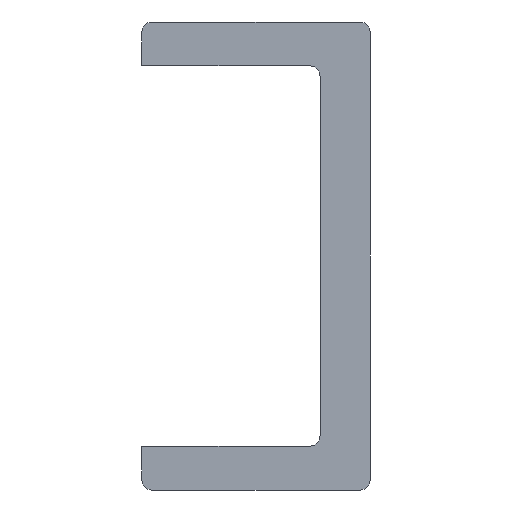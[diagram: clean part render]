
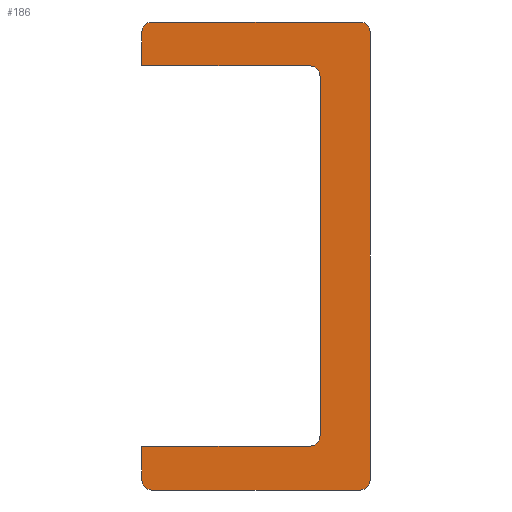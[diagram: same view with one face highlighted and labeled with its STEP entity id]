
A CAD part, front view. The second image highlights one B-rep face of the part: STEP entity #186.
In plain terms, the highlighted planar face has unit normal (0, -1, 0).
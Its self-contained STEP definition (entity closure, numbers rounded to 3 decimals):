
#186 = ADVANCED_FACE( '', ( #480 ), #481, .F. );
#480 = FACE_OUTER_BOUND( '', #899, .T. );
#481 = PLANE( '', #900 );
#899 = EDGE_LOOP( '', ( #1405, #1406, #1407, #1408, #1409, #1410, #1411, #1412, #1413, #1414, #1415, #1416, #1417, #1418 ) );
#900 = AXIS2_PLACEMENT_3D( '', #1419, #1420, #1421 );
#1405 = ORIENTED_EDGE( '', *, *, #1952, .F. );
#1406 = ORIENTED_EDGE( '', *, *, #1953, .T. );
#1407 = ORIENTED_EDGE( '', *, *, #1954, .F. );
#1408 = ORIENTED_EDGE( '', *, *, #1902, .T. );
#1409 = ORIENTED_EDGE( '', *, *, #1955, .F. );
#1410 = ORIENTED_EDGE( '', *, *, #1956, .F. );
#1411 = ORIENTED_EDGE( '', *, *, #1957, .F. );
#1412 = ORIENTED_EDGE( '', *, *, #1926, .F. );
#1413 = ORIENTED_EDGE( '', *, *, #1958, .F. );
#1414 = ORIENTED_EDGE( '', *, *, #1938, .F. );
#1415 = ORIENTED_EDGE( '', *, *, #1959, .F. );
#1416 = ORIENTED_EDGE( '', *, *, #1960, .T. );
#1417 = ORIENTED_EDGE( '', *, *, #1961, .F. );
#1418 = ORIENTED_EDGE( '', *, *, #1898, .T. );
#1419 = CARTESIAN_POINT( '', ( -10.5, 0., 21.5 ) );
#1420 = DIRECTION( '', ( 0., 1., 0. ) );
#1421 = DIRECTION( '', ( 0., 0., 1. ) );
#1898 = EDGE_CURVE( '', #2191, #2189, #2192, .F. );
#1902 = EDGE_CURVE( '', #2197, #2195, #2198, .F. );
#1926 = EDGE_CURVE( '', #2242, #2243, #2244, .T. );
#1938 = EDGE_CURVE( '', #2261, #2262, #2263, .T. );
#1952 = EDGE_CURVE( '', #2283, #2189, #2284, .T. );
#1953 = EDGE_CURVE( '', #2283, #2285, #2286, .F. );
#1954 = EDGE_CURVE( '', #2197, #2285, #2287, .T. );
#1955 = EDGE_CURVE( '', #2288, #2195, #2289, .T. );
#1956 = EDGE_CURVE( '', #2290, #2288, #2291, .T. );
#1957 = EDGE_CURVE( '', #2243, #2290, #2292, .T. );
#1958 = EDGE_CURVE( '', #2262, #2242, #2293, .T. );
#1959 = EDGE_CURVE( '', #2294, #2261, #2295, .T. );
#1960 = EDGE_CURVE( '', #2294, #2296, #2297, .F. );
#1961 = EDGE_CURVE( '', #2191, #2296, #2298, .T. );
#2189 = VERTEX_POINT( '', #2569 );
#2191 = VERTEX_POINT( '', #2572 );
#2192 = CIRCLE( '', #2573, 0.9 );
#2195 = VERTEX_POINT( '', #2577 );
#2197 = VERTEX_POINT( '', #2580 );
#2198 = CIRCLE( '', #2581, 0.9 );
#2242 = VERTEX_POINT( '', #2626 );
#2243 = VERTEX_POINT( '', #2627 );
#2244 = LINE( '', #2628, #2629 );
#2261 = VERTEX_POINT( '', #2648 );
#2262 = VERTEX_POINT( '', #2649 );
#2263 = LINE( '', #2650, #2651 );
#2283 = VERTEX_POINT( '', #2673 );
#2284 = LINE( '', #2674, #2675 );
#2285 = VERTEX_POINT( '', #2676 );
#2286 = CIRCLE( '', #2677, 0.9 );
#2287 = LINE( '', #2678, #2679 );
#2288 = VERTEX_POINT( '', #2680 );
#2289 = LINE( '', #2681, #2682 );
#2290 = VERTEX_POINT( '', #2683 );
#2291 = LINE( '', #2684, #2685 );
#2292 = CIRCLE( '', #2686, 1. );
#2293 = CIRCLE( '', #2687, 1. );
#2294 = VERTEX_POINT( '', #2688 );
#2295 = LINE( '', #2689, #2690 );
#2296 = VERTEX_POINT( '', #2691 );
#2297 = CIRCLE( '', #2692, 0.9 );
#2298 = LINE( '', #2693, #2694 );
#2569 = CARTESIAN_POINT( '', ( 10.5, 0., -20.6 ) );
#2572 = CARTESIAN_POINT( '', ( 9.6, 0., -21.5 ) );
#2573 = AXIS2_PLACEMENT_3D( '', #2977, #2978, #2979 );
#2577 = CARTESIAN_POINT( '', ( -10.5, 0., 20.6 ) );
#2580 = CARTESIAN_POINT( '', ( -9.6, 0., 21.5 ) );
#2581 = AXIS2_PLACEMENT_3D( '', #2982, #2983, #2984 );
#2626 = CARTESIAN_POINT( '', ( 5.9, 0., -16.5 ) );
#2627 = CARTESIAN_POINT( '', ( 5.9, 0., 16.5 ) );
#2628 = CARTESIAN_POINT( '', ( 5.9, 0., 16.5 ) );
#2629 = VECTOR( '', #3046, 1000. );
#2648 = CARTESIAN_POINT( '', ( -10.5, 0., -17.5 ) );
#2649 = CARTESIAN_POINT( '', ( 4.9, 0., -17.5 ) );
#2650 = CARTESIAN_POINT( '', ( 4.9, 0., -17.5 ) );
#2651 = VECTOR( '', #3064, 1000. );
#2673 = CARTESIAN_POINT( '', ( 10.5, 0., 20.6 ) );
#2674 = CARTESIAN_POINT( '', ( 10.5, 0., 21.5 ) );
#2675 = VECTOR( '', #3085, 1000. );
#2676 = CARTESIAN_POINT( '', ( 9.6, 0., 21.5 ) );
#2677 = AXIS2_PLACEMENT_3D( '', #3086, #3087, #3088 );
#2678 = CARTESIAN_POINT( '', ( -10.5, 0., 21.5 ) );
#2679 = VECTOR( '', #3089, 1000. );
#2680 = CARTESIAN_POINT( '', ( -10.5, 0., 17.5 ) );
#2681 = CARTESIAN_POINT( '', ( -10.5, 0., -21.5 ) );
#2682 = VECTOR( '', #3090, 1000. );
#2683 = CARTESIAN_POINT( '', ( 4.9, 0., 17.5 ) );
#2684 = CARTESIAN_POINT( '', ( 4.9, 0., 17.5 ) );
#2685 = VECTOR( '', #3091, 1000. );
#2686 = AXIS2_PLACEMENT_3D( '', #3092, #3093, #3094 );
#2687 = AXIS2_PLACEMENT_3D( '', #3095, #3096, #3097 );
#2688 = CARTESIAN_POINT( '', ( -10.5, 0., -20.6 ) );
#2689 = CARTESIAN_POINT( '', ( -10.5, 0., -21.5 ) );
#2690 = VECTOR( '', #3098, 1000. );
#2691 = CARTESIAN_POINT( '', ( -9.6, 0., -21.5 ) );
#2692 = AXIS2_PLACEMENT_3D( '', #3099, #3100, #3101 );
#2693 = CARTESIAN_POINT( '', ( 10.5, 0., -21.5 ) );
#2694 = VECTOR( '', #3102, 1000. );
#2977 = CARTESIAN_POINT( '', ( 9.6, 0., -20.6 ) );
#2978 = DIRECTION( '', ( 0., 1., 0. ) );
#2979 = DIRECTION( '', ( 0., 0., 1. ) );
#2982 = CARTESIAN_POINT( '', ( -9.6, 0., 20.6 ) );
#2983 = DIRECTION( '', ( 0., 1., 0. ) );
#2984 = DIRECTION( '', ( 0., 0., 1. ) );
#3046 = DIRECTION( '', ( 0., 0., 1. ) );
#3064 = DIRECTION( '', ( 1., 0., 0. ) );
#3085 = DIRECTION( '', ( 0., 0., -1. ) );
#3086 = CARTESIAN_POINT( '', ( 9.6, 0., 20.6 ) );
#3087 = DIRECTION( '', ( 0., 1., 0. ) );
#3088 = DIRECTION( '', ( 0., 0., 1. ) );
#3089 = DIRECTION( '', ( 1., 0., 0. ) );
#3090 = DIRECTION( '', ( 0., 0., 1. ) );
#3091 = DIRECTION( '', ( -1., 0., 0. ) );
#3092 = CARTESIAN_POINT( '', ( 4.9, 0., 16.5 ) );
#3093 = DIRECTION( '', ( 0., -1., 0. ) );
#3094 = DIRECTION( '', ( -1., 0., 0. ) );
#3095 = CARTESIAN_POINT( '', ( 4.9, 0., -16.5 ) );
#3096 = DIRECTION( '', ( 0., -1., 0. ) );
#3097 = DIRECTION( '', ( -1., 0., 0. ) );
#3098 = DIRECTION( '', ( 0., 0., 1. ) );
#3099 = CARTESIAN_POINT( '', ( -9.6, 0., -20.6 ) );
#3100 = DIRECTION( '', ( 0., 1., 0. ) );
#3101 = DIRECTION( '', ( 0., 0., 1. ) );
#3102 = DIRECTION( '', ( -1., 0., 0. ) );
